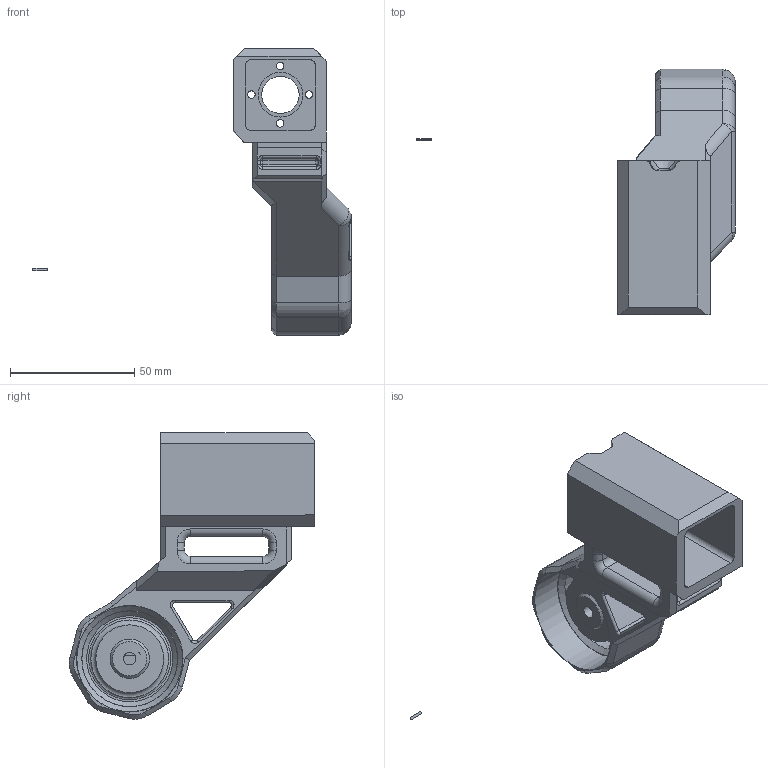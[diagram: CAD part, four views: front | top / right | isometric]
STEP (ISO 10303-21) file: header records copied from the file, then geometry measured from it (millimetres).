
FILE_DESCRIPTION(/* description */ (''),/* implementation_level */ '2;1');
FILE_NAME(/* name */ 'Arm3.step',/* time_stamp */ '2022-02-06T11:51:33+01:00',/* author */ (''),/* organization */ (''),/* preprocessor_version */ 'ST-DEVELOPER v18.1',/* originating_system */ 'Autodesk Translation Framework v10.13.0.1454',/* authorisation */ '');
FILE_SCHEMA (('AUTOMOTIVE_DESIGN { 1 0 10303 214 3 1 1 }'));
Length unit declared in the file: millimetre
Products named in the file (1): 3D-Modell
Bounding box: 128 x 98.72 x 115.14 mm (x, y, z)
Volume: 118233.5 mm3; surface area: 41476 mm2
Topology: 3 solids, 3 shells, 291 faces, 699 edges, 414 vertices
Faces by surface type: cylinder 99, plane 98, bspline 42, torus 42, cone 8, sphere 2
Full cylindrical faces by diameter (mm): 3 x4, 5 x1, 5.5 x4, 15 x1, 18 x1, 27.219 x1, 31.203 x1, 38.56 x1, 42.883 x1
Entity records: 10745 total; most frequent: CARTESIAN_POINT 3875, DIRECTION 1424, ORIENTED_EDGE 1382, EDGE_CURVE 691, AXIS2_PLACEMENT_3D 545, VERTEX_POINT 414, LINE 334, VECTOR 334
